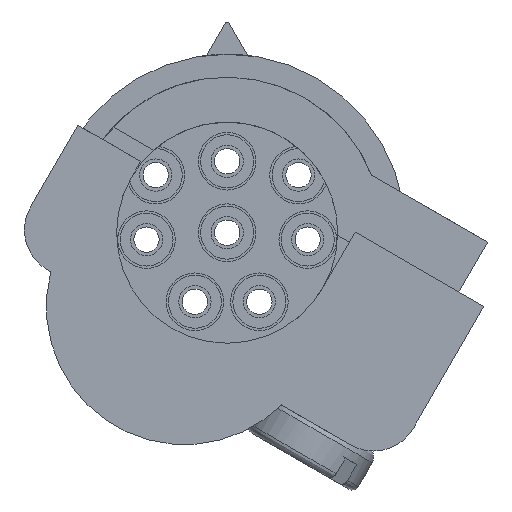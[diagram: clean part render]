
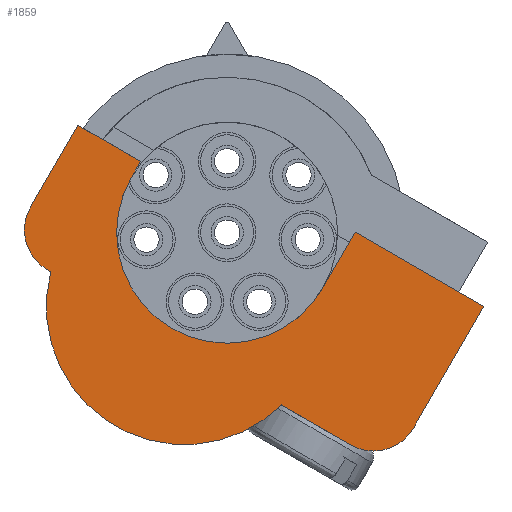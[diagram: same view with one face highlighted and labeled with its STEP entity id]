
A CAD part, front view. The second image highlights one B-rep face of the part: STEP entity #1859.
In plain terms, the highlighted planar face has unit normal (0, -1, 0).
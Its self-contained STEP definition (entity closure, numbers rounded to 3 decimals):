
#1513=PLANE('',#7949);
#1859=ADVANCED_FACE('',(#2271),#1513,.T.);
#2271=FACE_OUTER_BOUND('',#2693,.T.);
#2693=EDGE_LOOP('',(#5093,#5094,#5095,#5096,#5097,#5098,#5099,#5100,#5101,
#5102,#5103,#5104));
#3192=LINE('',#11382,#3690);
#3205=LINE('',#11420,#3703);
#3223=LINE('',#11596,#3721);
#3229=LINE('',#11609,#3727);
#3233=LINE('',#11621,#3731);
#3234=LINE('',#11623,#3732);
#3235=LINE('',#11624,#3733);
#3236=LINE('',#11626,#3734);
#3690=VECTOR('',#9438,1.);
#3703=VECTOR('',#9471,1.);
#3721=VECTOR('',#9549,1.);
#3727=VECTOR('',#9561,1.);
#3731=VECTOR('',#9573,1.);
#3732=VECTOR('',#9576,1.);
#3733=VECTOR('',#9577,1.);
#3734=VECTOR('',#9578,1.);
#5093=ORIENTED_EDGE('',*,*,#6771,.T.);
#5094=ORIENTED_EDGE('',*,*,#6770,.T.);
#5095=ORIENTED_EDGE('',*,*,#6765,.T.);
#5096=ORIENTED_EDGE('',*,*,#6764,.T.);
#5097=ORIENTED_EDGE('',*,*,#6712,.T.);
#5098=ORIENTED_EDGE('',*,*,#6757,.T.);
#5099=ORIENTED_EDGE('',*,*,#6755,.T.);
#5100=ORIENTED_EDGE('',*,*,#6718,.T.);
#5101=ORIENTED_EDGE('',*,*,#6772,.T.);
#5102=ORIENTED_EDGE('',*,*,#6773,.T.);
#5103=ORIENTED_EDGE('',*,*,#6774,.T.);
#5104=ORIENTED_EDGE('',*,*,#6700,.T.);
#5925=VERTEX_POINT('',#11381);
#5926=VERTEX_POINT('',#11383);
#5935=VERTEX_POINT('',#11408);
#5936=VERTEX_POINT('',#11409);
#5937=VERTEX_POINT('',#11414);
#5940=VERTEX_POINT('',#11419);
#5967=VERTEX_POINT('',#11593);
#5970=VERTEX_POINT('',#11606);
#5972=VERTEX_POINT('',#11612);
#5974=VERTEX_POINT('',#11618);
#5976=VERTEX_POINT('',#11625);
#5977=VERTEX_POINT('',#11627);
#6700=EDGE_CURVE('',#5926,#5925,#3192,.T.);
#6712=EDGE_CURVE('',#5935,#5936,#7119,.T.);
#6718=EDGE_CURVE('',#5937,#5940,#3205,.T.);
#6755=EDGE_CURVE('',#5967,#5937,#7136,.T.);
#6757=EDGE_CURVE('',#5936,#5967,#3223,.T.);
#6764=EDGE_CURVE('',#5970,#5935,#3229,.T.);
#6765=EDGE_CURVE('',#5972,#5970,#7138,.T.);
#6770=EDGE_CURVE('',#5974,#5972,#3233,.T.);
#6771=EDGE_CURVE('',#5925,#5974,#3234,.T.);
#6772=EDGE_CURVE('',#5940,#5976,#3235,.T.);
#6773=EDGE_CURVE('',#5976,#5977,#3236,.T.);
#6774=EDGE_CURVE('',#5977,#5926,#7140,.T.);
#7119=CIRCLE('',#7908,6.);
#7136=CIRCLE('',#7938,2.);
#7138=CIRCLE('',#7944,2.);
#7140=CIRCLE('',#7948,4.8);
#7908=AXIS2_PLACEMENT_3D('',#11407,#9462,#9463);
#7938=AXIS2_PLACEMENT_3D('',#11592,#9544,#9545);
#7944=AXIS2_PLACEMENT_3D('',#11611,#9564,#9565);
#7948=AXIS2_PLACEMENT_3D('',#11628,#9579,#9580);
#7949=AXIS2_PLACEMENT_3D('',#11629,#9581,#9582);
#9438=DIRECTION('',(0.5,0.,0.866));
#9462=DIRECTION('',(0.,-1.,0.));
#9463=DIRECTION('',(-0.968,0.,0.251));
#9471=DIRECTION('',(0.5,0.,0.866));
#9544=DIRECTION('',(0.,-1.,0.));
#9545=DIRECTION('',(-0.5,0.,-0.866));
#9549=DIRECTION('',(0.866,0.,-0.5));
#9561=DIRECTION('',(0.866,0.,-0.5));
#9564=DIRECTION('',(0.,-1.,0.));
#9565=DIRECTION('',(-0.866,0.,0.5));
#9573=DIRECTION('',(-0.5,0.,-0.866));
#9576=DIRECTION('',(-0.866,0.,0.5));
#9577=DIRECTION('',(-0.866,0.,0.5));
#9578=DIRECTION('',(-0.5,0.,-0.866));
#9579=DIRECTION('',(0.,1.,0.));
#9580=DIRECTION('',(0.866,0.,-0.5));
#9581=DIRECTION('',(0.,-1.,0.));
#9582=DIRECTION('',(0.866,0.,-0.5));
#11381=CARTESIAN_POINT('',(-3.757,-46.2,3.093));
#11382=CARTESIAN_POINT('',(-4.157,-46.2,2.4));
#11383=CARTESIAN_POINT('',(-4.157,-46.2,2.4));
#11407=CARTESIAN_POINT('',(-1.85,-46.2,-3.204));
#11408=CARTESIAN_POINT('',(-7.658,-46.2,-1.699));
#11409=CARTESIAN_POINT('',(2.358,-46.2,-7.481));
#11414=CARTESIAN_POINT('',(8.093,-46.2,-8.483));
#11419=CARTESIAN_POINT('',(11.143,-46.2,-3.2));
#11420=CARTESIAN_POINT('',(8.093,-46.2,-8.483));
#11592=CARTESIAN_POINT('',(6.361,-46.2,-7.483));
#11593=CARTESIAN_POINT('',(5.361,-46.2,-9.215));
#11596=CARTESIAN_POINT('',(2.358,-46.2,-7.481));
#11606=CARTESIAN_POINT('',(-7.803,-46.2,-1.615));
#11609=CARTESIAN_POINT('',(-7.803,-46.2,-1.615));
#11611=CARTESIAN_POINT('',(-6.803,-46.2,0.117));
#11612=CARTESIAN_POINT('',(-8.535,-46.2,1.117));
#11618=CARTESIAN_POINT('',(-6.485,-46.2,4.668));
#11621=CARTESIAN_POINT('',(-6.485,-46.2,4.668));
#11623=CARTESIAN_POINT('',(-3.757,-46.2,3.093));
#11624=CARTESIAN_POINT('',(11.143,-46.2,-3.2));
#11625=CARTESIAN_POINT('',(5.557,-46.2,0.025));
#11626=CARTESIAN_POINT('',(5.557,-46.2,0.025));
#11627=CARTESIAN_POINT('',(4.157,-46.2,-2.4));
#11628=CARTESIAN_POINT('',(0.,-46.2,0.));
#11629=CARTESIAN_POINT('',(-12.342,-46.2,-4.317));
